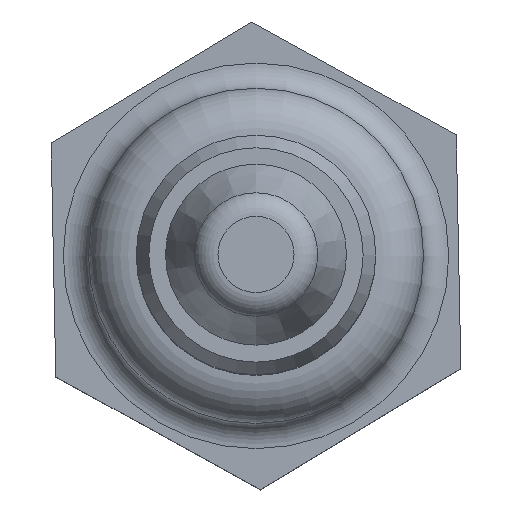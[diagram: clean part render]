
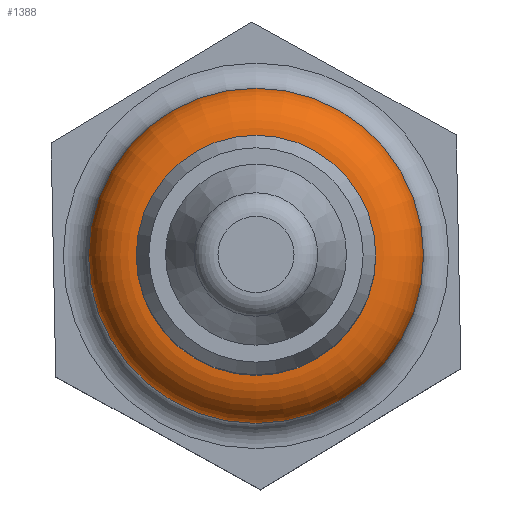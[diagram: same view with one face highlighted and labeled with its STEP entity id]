
A CAD part, top view. The second image highlights one B-rep face of the part: STEP entity #1388.
In plain terms, the highlighted toroidal (fillet/blend) face has major radius 4.75 mm and minor radius 1.9 mm.
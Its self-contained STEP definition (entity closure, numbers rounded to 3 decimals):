
#26=TOROIDAL_SURFACE('',#1531,4.75,1.9);
#131=FACE_OUTER_BOUND('',#223,.T.);
#223=EDGE_LOOP('',(#1176,#1177,#1178,#1179,#1180));
#300=CIRCLE('',#1529,4.75);
#301=CIRCLE('',#1530,4.75);
#302=CIRCLE('',#1532,6.649);
#303=CIRCLE('',#1533,1.9);
#638=VERTEX_POINT('',#5650);
#639=VERTEX_POINT('',#5651);
#640=VERTEX_POINT('',#5656);
#826=EDGE_CURVE('',#638,#639,#300,.T.);
#828=EDGE_CURVE('',#639,#638,#301,.T.);
#829=EDGE_CURVE('',#640,#640,#302,.T.);
#830=EDGE_CURVE('',#640,#639,#303,.T.);
#1176=ORIENTED_EDGE('',*,*,#829,.F.);
#1177=ORIENTED_EDGE('',*,*,#830,.T.);
#1178=ORIENTED_EDGE('',*,*,#828,.T.);
#1179=ORIENTED_EDGE('',*,*,#826,.T.);
#1180=ORIENTED_EDGE('',*,*,#830,.F.);
#1388=ADVANCED_FACE('',(#131),#26,.T.);
#1529=AXIS2_PLACEMENT_3D('',#5652,#1849,#1850);
#1530=AXIS2_PLACEMENT_3D('',#5654,#1852,#1853);
#1531=AXIS2_PLACEMENT_3D('',#5655,#1854,#1855);
#1532=AXIS2_PLACEMENT_3D('',#5657,#1856,#1857);
#1533=AXIS2_PLACEMENT_3D('',#5658,#1858,#1859);
#1849=DIRECTION('center_axis',(0.,0.,-1.));
#1850=DIRECTION('ref_axis',(1.,0.,0.));
#1852=DIRECTION('center_axis',(0.,0.,-1.));
#1853=DIRECTION('ref_axis',(1.,0.,0.));
#1854=DIRECTION('center_axis',(0.,0.,-1.));
#1855=DIRECTION('ref_axis',(-1.,0.,0.));
#1856=DIRECTION('center_axis',(0.,0.,-1.));
#1857=DIRECTION('ref_axis',(1.,0.,0.));
#1858=DIRECTION('center_axis',(0.,-1.,0.));
#1859=DIRECTION('ref_axis',(1.,0.,0.));
#5650=CARTESIAN_POINT('',(0.,-4.75,45.2));
#5651=CARTESIAN_POINT('',(4.75,0.,45.2));
#5652=CARTESIAN_POINT('Origin',(0.,0.,45.2));
#5654=CARTESIAN_POINT('Origin',(0.,0.,45.2));
#5655=CARTESIAN_POINT('Origin',(0.,0.,43.3));
#5656=CARTESIAN_POINT('',(6.649,0.,43.366));
#5657=CARTESIAN_POINT('Origin',(0.,0.,43.366));
#5658=CARTESIAN_POINT('Origin',(4.75,0.,43.3));
